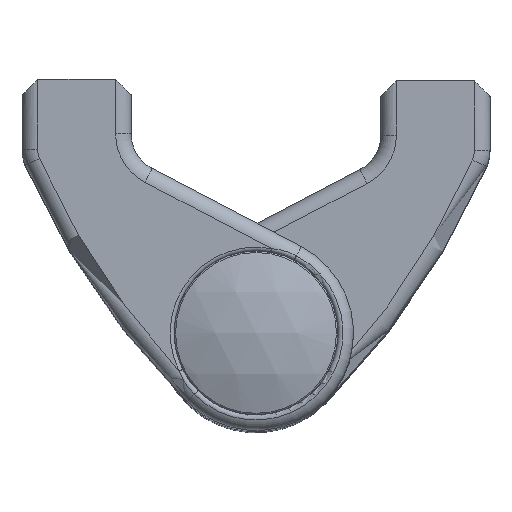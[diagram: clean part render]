
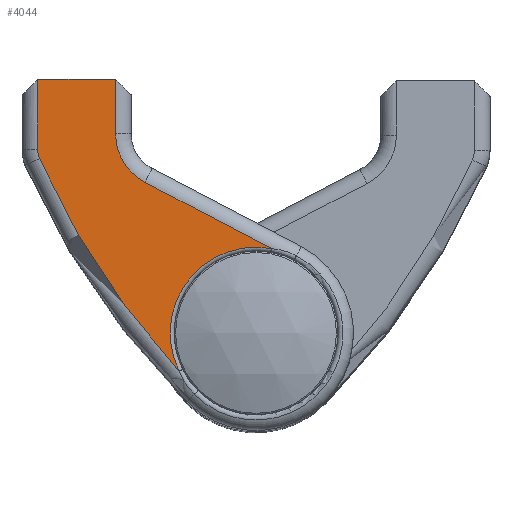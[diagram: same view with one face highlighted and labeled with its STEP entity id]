
A CAD part, top view. The second image highlights one B-rep face of the part: STEP entity #4044.
In plain terms, the highlighted face is planar.
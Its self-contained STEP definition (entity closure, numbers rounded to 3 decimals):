
#231=PLANE('',#4607);
#513=FACE_OUTER_BOUND('',#767,.T.);
#767=EDGE_LOOP('',(#3065,#3066,#3067,#3068,#3069,#3070,#3071,#3072));
#1023=LINE('',#6980,#1194);
#1025=LINE('',#6996,#1196);
#1026=LINE('',#6998,#1197);
#1027=LINE('',#7000,#1198);
#1194=VECTOR('',#5477,10.);
#1196=VECTOR('',#5497,10.);
#1197=VECTOR('',#5498,10.);
#1198=VECTOR('',#5499,10.);
#1411=CIRCLE('',#4590,11.);
#1423=CIRCLE('',#4608,7.);
#1424=CIRCLE('',#4609,3.);
#1425=CIRCLE('',#4610,98.);
#1784=VERTEX_POINT('',#6890);
#1787=VERTEX_POINT('',#6895);
#1795=VERTEX_POINT('',#6978);
#1799=VERTEX_POINT('',#6993);
#1800=VERTEX_POINT('',#6995);
#1801=VERTEX_POINT('',#6997);
#1802=VERTEX_POINT('',#6999);
#1803=VERTEX_POINT('',#7001);
#2257=EDGE_CURVE('',#1787,#1784,#1411,.T.);
#2270=EDGE_CURVE('',#1795,#1787,#1023,.T.);
#2276=EDGE_CURVE('',#1799,#1795,#1423,.T.);
#2277=EDGE_CURVE('',#1800,#1799,#1025,.T.);
#2278=EDGE_CURVE('',#1800,#1801,#1026,.T.);
#2279=EDGE_CURVE('',#1802,#1801,#1027,.T.);
#2280=EDGE_CURVE('',#1803,#1802,#1424,.T.);
#2281=EDGE_CURVE('',#1784,#1803,#1425,.T.);
#3065=ORIENTED_EDGE('',*,*,#2257,.F.);
#3066=ORIENTED_EDGE('',*,*,#2270,.F.);
#3067=ORIENTED_EDGE('',*,*,#2276,.F.);
#3068=ORIENTED_EDGE('',*,*,#2277,.F.);
#3069=ORIENTED_EDGE('',*,*,#2278,.T.);
#3070=ORIENTED_EDGE('',*,*,#2279,.F.);
#3071=ORIENTED_EDGE('',*,*,#2280,.F.);
#3072=ORIENTED_EDGE('',*,*,#2281,.F.);
#4044=ADVANCED_FACE('',(#513),#231,.F.);
#4590=AXIS2_PLACEMENT_3D('',#6897,#5456,#5457);
#4607=AXIS2_PLACEMENT_3D('',#6992,#5493,#5494);
#4608=AXIS2_PLACEMENT_3D('',#6994,#5495,#5496);
#4609=AXIS2_PLACEMENT_3D('',#7002,#5500,#5501);
#4610=AXIS2_PLACEMENT_3D('',#7003,#5502,#5503);
#5456=DIRECTION('center_axis',(0.,0.,-1.));
#5457=DIRECTION('ref_axis',(0.805,0.593,0.));
#5477=DIRECTION('',(-0.886,-0.464,0.));
#5493=DIRECTION('center_axis',(0.,0.,1.));
#5494=DIRECTION('ref_axis',(1.,0.,0.));
#5495=DIRECTION('center_axis',(0.,0.,-1.));
#5496=DIRECTION('ref_axis',(0.856,-0.518,0.));
#5497=DIRECTION('',(0.,-1.,0.));
#5498=DIRECTION('',(1.,0.,0.));
#5499=DIRECTION('',(0.,1.,0.));
#5500=DIRECTION('center_axis',(0.,0.,1.));
#5501=DIRECTION('ref_axis',(0.979,-0.206,0.));
#5502=DIRECTION('center_axis',(0.,0.,1.));
#5503=DIRECTION('ref_axis',(0.826,-0.564,0.));
#6890=CARTESIAN_POINT('',(9.842,-4.914,-44.25));
#6895=CARTESIAN_POINT('',(-1.971,10.822,-44.25));
#6897=CARTESIAN_POINT('Origin',(0.,0.,-44.25));
#6978=CARTESIAN_POINT('',(14.25,19.324,-44.25));
#6980=CARTESIAN_POINT('',(11.196,17.724,-44.25));
#6992=CARTESIAN_POINT('Origin',(10.534,11.563,-44.25));
#6993=CARTESIAN_POINT('',(18.,25.524,-44.25));
#6994=CARTESIAN_POINT('Origin',(11.,25.524,-44.25));
#6995=CARTESIAN_POINT('',(18.,32.5,-44.25));
#6996=CARTESIAN_POINT('',(18.,21.031,-44.25));
#6997=CARTESIAN_POINT('',(28.,32.5,-44.25));
#6998=CARTESIAN_POINT('',(18.,32.5,-44.25));
#6999=CARTESIAN_POINT('',(28.,23.537,-44.25));
#7000=CARTESIAN_POINT('',(28.,17.55,-44.25));
#7001=CARTESIAN_POINT('',(27.746,22.329,-44.25));
#7002=CARTESIAN_POINT('Origin',(25.,23.537,-44.25));
#7003=CARTESIAN_POINT('Origin',(-61.962,61.782,-44.25));
